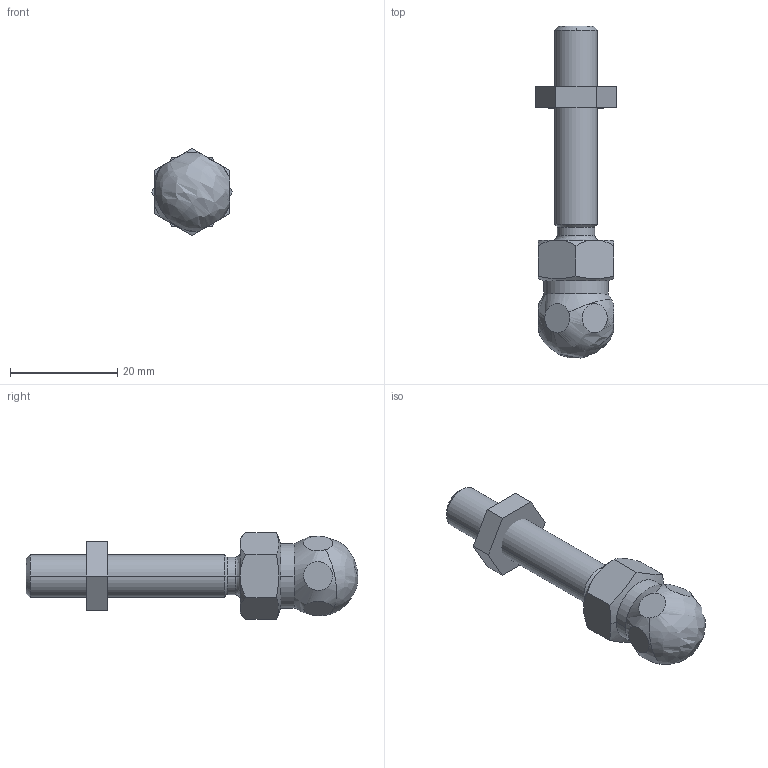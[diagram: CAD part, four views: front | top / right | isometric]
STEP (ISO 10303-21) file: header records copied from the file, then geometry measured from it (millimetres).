
FILE_DESCRIPTION (( 'STEP AP214' ), '1' );
FILE_NAME ('403537220.STEP', '2014-02-12T10:59:11', ( '' ), ( '' ), 'SwSTEP 2.0', 'SolidWorks 2014', '' );
FILE_SCHEMA (( 'AUTOMOTIVE_DESIGN' ));
Length unit declared in the file: millimetre
Products named in the file (1): 403537220
Bounding box: 15.01 x 61.93 x 16.17 mm (x, y, z)
Volume: 5513.9 mm3; surface area: 2695.3 mm2
Topology: 2 solids, 2 shells, 46 faces, 114 edges, 74 vertices
Faces by surface type: plane 22, cone 12, cylinder 8, bspline 4
Entity records: 2433 total; most frequent: CARTESIAN_POINT 853, ORIENTED_EDGE 220, DIRECTION 194, EDGE_CURVE 110, AXIS2_PLACEMENT_3D 75, VERTEX_POINT 74, EDGE_LOOP 54, UNCERTAINTY_MEASURE_WITH_UNIT 50
